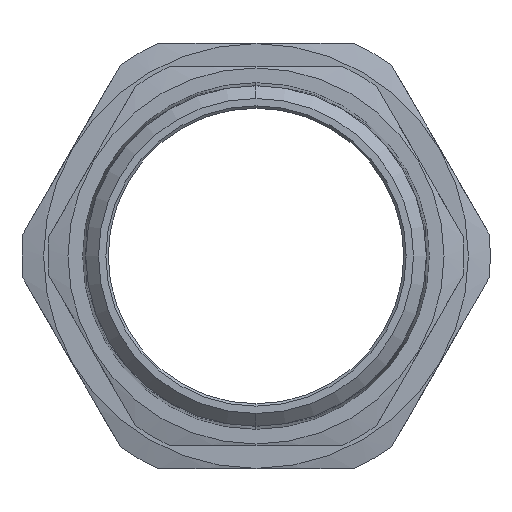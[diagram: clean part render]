
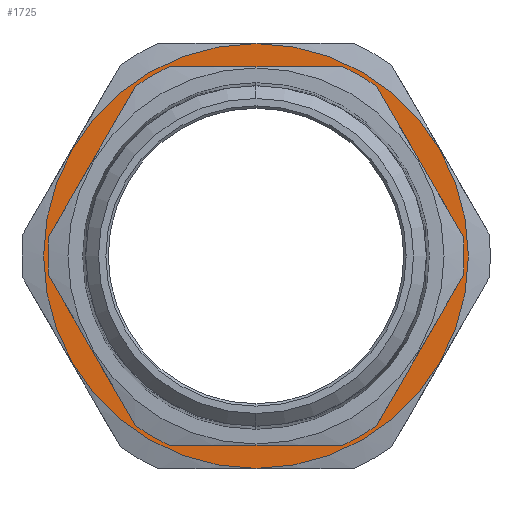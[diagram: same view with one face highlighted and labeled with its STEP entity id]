
A CAD part, left-side view. The second image highlights one B-rep face of the part: STEP entity #1725.
In plain terms, the highlighted planar face has unit normal (-1, 0, 0).
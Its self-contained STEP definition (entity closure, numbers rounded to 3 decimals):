
#94 = AXIS2_PLACEMENT_3D ( 'NONE', #467, #3789, #3394 ) ;
#132 = ORIENTED_EDGE ( 'NONE', *, *, #3279, .F. ) ;
#221 = EDGE_LOOP ( 'NONE', ( #1726, #132 ) ) ;
#467 = CARTESIAN_POINT ( 'NONE',  ( 69.8, 0., 0. ) ) ;
#515 = DIRECTION ( 'NONE',  ( 0., 0., -1. ) ) ;
#609 = PLANE ( 'NONE',  #3215 ) ;
#714 = VERTEX_POINT ( 'NONE', #3305 ) ;
#773 = FACE_BOUND ( 'NONE', #1172, .T. ) ;
#784 = CARTESIAN_POINT ( 'NONE',  ( 69.8, 0., -50. ) ) ;
#1006 = DIRECTION ( 'NONE',  ( 0., 0., 1. ) ) ;
#1015 = ORIENTED_EDGE ( 'NONE', *, *, #2586, .F. ) ;
#1172 = EDGE_LOOP ( 'NONE', ( #1015, #2316 ) ) ;
#1338 = CARTESIAN_POINT ( 'NONE',  ( 69.8, 0., -44.9 ) ) ;
#1533 = DIRECTION ( 'NONE',  ( 1., 0., 0. ) ) ;
#1725 = ADVANCED_FACE ( 'NONE', ( #3555, #773 ), #609, .F. ) ;
#1726 = ORIENTED_EDGE ( 'NONE', *, *, #2752, .F. ) ;
#1830 = VERTEX_POINT ( 'NONE', #3990 ) ;
#1874 = VERTEX_POINT ( 'NONE', #1338 ) ;
#2001 = DIRECTION ( 'NONE',  ( -1., 0., 0. ) ) ;
#2041 = CARTESIAN_POINT ( 'NONE',  ( 69.8, 0., 0. ) ) ;
#2052 = EDGE_CURVE ( 'NONE', #1830, #3074, #2366, .T. ) ;
#2071 = CARTESIAN_POINT ( 'NONE',  ( 69.8, 0., -37.5 ) ) ;
#2316 = ORIENTED_EDGE ( 'NONE', *, *, #2052, .F. ) ;
#2366 = CIRCLE ( 'NONE', #4254, 37.5 ) ;
#2530 = DIRECTION ( 'NONE',  ( 0., 0., -1. ) ) ;
#2586 = EDGE_CURVE ( 'NONE', #3074, #1830, #2810, .T. ) ;
#2752 = EDGE_CURVE ( 'NONE', #1874, #714, #3651, .T. ) ;
#2810 = CIRCLE ( 'NONE', #94, 37.5 ) ;
#3069 = DIRECTION ( 'NONE',  ( 0., 0., -1. ) ) ;
#3074 = VERTEX_POINT ( 'NONE', #2071 ) ;
#3215 = AXIS2_PLACEMENT_3D ( 'NONE', #784, #3720, #3069 ) ;
#3264 = AXIS2_PLACEMENT_3D ( 'NONE', #4199, #3482, #515 ) ;
#3279 = EDGE_CURVE ( 'NONE', #714, #1874, #3322, .T. ) ;
#3305 = CARTESIAN_POINT ( 'NONE',  ( 69.8, 0., 44.9 ) ) ;
#3322 = CIRCLE ( 'NONE', #3618, 44.9 ) ;
#3394 = DIRECTION ( 'NONE',  ( 0., 0., 1. ) ) ;
#3482 = DIRECTION ( 'NONE',  ( 1., 0., 0. ) ) ;
#3555 = FACE_OUTER_BOUND ( 'NONE', #221, .T. ) ;
#3618 = AXIS2_PLACEMENT_3D ( 'NONE', #3882, #1533, #2530 ) ;
#3651 = CIRCLE ( 'NONE', #3264, 44.9 ) ;
#3720 = DIRECTION ( 'NONE',  ( 1., 0., 0. ) ) ;
#3789 = DIRECTION ( 'NONE',  ( -1., 0., 0. ) ) ;
#3882 = CARTESIAN_POINT ( 'NONE',  ( 69.8, 0., 0. ) ) ;
#3990 = CARTESIAN_POINT ( 'NONE',  ( 69.8, 0., 37.5 ) ) ;
#4199 = CARTESIAN_POINT ( 'NONE',  ( 69.8, 0., 0. ) ) ;
#4254 = AXIS2_PLACEMENT_3D ( 'NONE', #2041, #2001, #1006 ) ;
